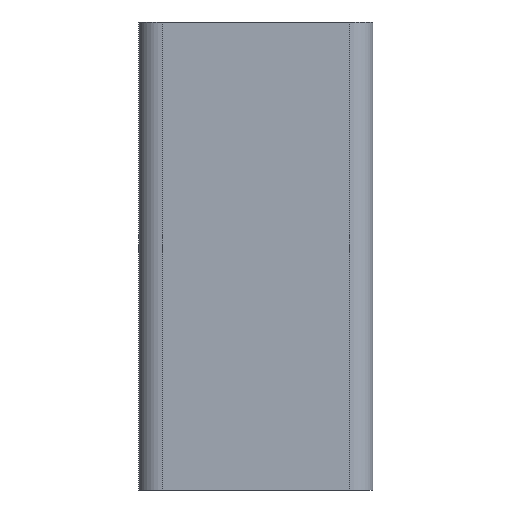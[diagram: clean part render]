
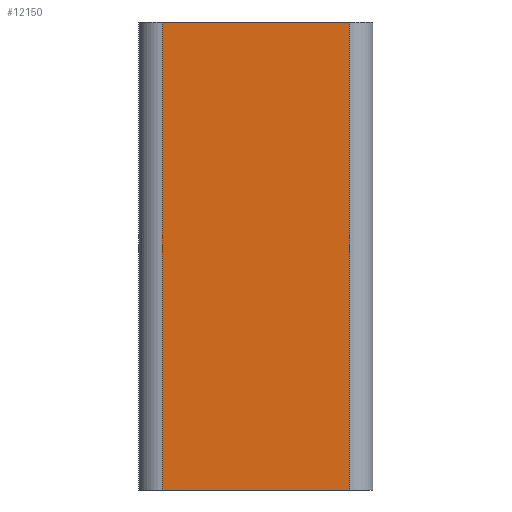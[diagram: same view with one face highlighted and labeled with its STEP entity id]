
A CAD part, front view. The second image highlights one B-rep face of the part: STEP entity #12150.
In plain terms, the highlighted planar face has unit normal (0, -1, 0).
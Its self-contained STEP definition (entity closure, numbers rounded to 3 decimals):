
#44 = PLANE('',#45);
#45 = AXIS2_PLACEMENT_3D('',#46,#47,#48);
#46 = CARTESIAN_POINT('',(167.854,71.559,0.));
#47 = DIRECTION('',(0.,0.,1.));
#48 = DIRECTION('',(1.,0.,-0.));
#100 = PLANE('',#101);
#101 = AXIS2_PLACEMENT_3D('',#102,#103,#104);
#102 = CARTESIAN_POINT('',(167.854,71.559,-60.));
#103 = DIRECTION('',(0.,0.,1.));
#104 = DIRECTION('',(1.,0.,-0.));
#9480 = CYLINDRICAL_SURFACE('',#9481,3.);
#9481 = AXIS2_PLACEMENT_3D('',#9482,#9483,#9484);
#9482 = CARTESIAN_POINT('',(181.902,59.559,0.));
#9483 = DIRECTION('',(0.,0.,-1.));
#9484 = DIRECTION('',(0.,-1.,0.));
#12057 = CYLINDRICAL_SURFACE('',#12058,3.);
#12058 = AXIS2_PLACEMENT_3D('',#12059,#12060,#12061);
#12059 = CARTESIAN_POINT('',(157.902,59.559,0.));
#12060 = DIRECTION('',(0.,0.,-1.));
#12061 = DIRECTION('',(-1.,0.,0.));
#12073 = VERTEX_POINT('',#12074);
#12074 = CARTESIAN_POINT('',(157.902,56.559,0.));
#12098 = VERTEX_POINT('',#12099);
#12099 = CARTESIAN_POINT('',(157.902,56.559,-60.));
#12125 = EDGE_CURVE('',#12073,#12098,#12126,.T.);
#12126 = SURFACE_CURVE('',#12127,(#12131,#12138),.PCURVE_S1.);
#12127 = LINE('',#12128,#12129);
#12128 = CARTESIAN_POINT('',(157.902,56.559,0.));
#12129 = VECTOR('',#12130,1.);
#12130 = DIRECTION('',(0.,0.,-1.));
#12131 = PCURVE('',#12057,#12132);
#12132 = DEFINITIONAL_REPRESENTATION('',(#12133),#12137);
#12133 = LINE('',#12134,#12135);
#12134 = CARTESIAN_POINT('',(4.712,0.));
#12135 = VECTOR('',#12136,1.);
#12136 = DIRECTION('',(0.,1.));
#12137 = ( GEOMETRIC_REPRESENTATION_CONTEXT(2) 
PARAMETRIC_REPRESENTATION_CONTEXT() REPRESENTATION_CONTEXT('2D SPACE',''
  ) );
#12138 = PCURVE('',#12139,#12144);
#12139 = PLANE('',#12140);
#12140 = AXIS2_PLACEMENT_3D('',#12141,#12142,#12143);
#12141 = CARTESIAN_POINT('',(181.902,56.559,0.));
#12142 = DIRECTION('',(0.,-1.,0.));
#12143 = DIRECTION('',(-1.,0.,0.));
#12144 = DEFINITIONAL_REPRESENTATION('',(#12145),#12149);
#12145 = LINE('',#12146,#12147);
#12146 = CARTESIAN_POINT('',(24.,0.));
#12147 = VECTOR('',#12148,1.);
#12148 = DIRECTION('',(0.,1.));
#12149 = ( GEOMETRIC_REPRESENTATION_CONTEXT(2) 
PARAMETRIC_REPRESENTATION_CONTEXT() REPRESENTATION_CONTEXT('2D SPACE',''
  ) );
#12150 = ADVANCED_FACE('',(#12151),#12139,.T.);
#12151 = FACE_BOUND('',#12152,.T.);
#12152 = EDGE_LOOP('',(#12153,#12176,#12177,#12200));
#12153 = ORIENTED_EDGE('',*,*,#12154,.F.);
#12154 = EDGE_CURVE('',#12073,#12155,#12157,.T.);
#12155 = VERTEX_POINT('',#12156);
#12156 = CARTESIAN_POINT('',(181.902,56.559,0.));
#12157 = SURFACE_CURVE('',#12158,(#12162,#12169),.PCURVE_S1.);
#12158 = LINE('',#12159,#12160);
#12159 = CARTESIAN_POINT('',(157.902,56.559,0.));
#12160 = VECTOR('',#12161,1.);
#12161 = DIRECTION('',(1.,0.,0.));
#12162 = PCURVE('',#12139,#12163);
#12163 = DEFINITIONAL_REPRESENTATION('',(#12164),#12168);
#12164 = LINE('',#12165,#12166);
#12165 = CARTESIAN_POINT('',(24.,0.));
#12166 = VECTOR('',#12167,1.);
#12167 = DIRECTION('',(-1.,-0.));
#12168 = ( GEOMETRIC_REPRESENTATION_CONTEXT(2) 
PARAMETRIC_REPRESENTATION_CONTEXT() REPRESENTATION_CONTEXT('2D SPACE',''
  ) );
#12169 = PCURVE('',#44,#12170);
#12170 = DEFINITIONAL_REPRESENTATION('',(#12171),#12175);
#12171 = LINE('',#12172,#12173);
#12172 = CARTESIAN_POINT('',(-9.952,-15.));
#12173 = VECTOR('',#12174,1.);
#12174 = DIRECTION('',(1.,0.));
#12175 = ( GEOMETRIC_REPRESENTATION_CONTEXT(2) 
PARAMETRIC_REPRESENTATION_CONTEXT() REPRESENTATION_CONTEXT('2D SPACE',''
  ) );
#12176 = ORIENTED_EDGE('',*,*,#12125,.T.);
#12177 = ORIENTED_EDGE('',*,*,#12178,.F.);
#12178 = EDGE_CURVE('',#12179,#12098,#12181,.T.);
#12179 = VERTEX_POINT('',#12180);
#12180 = CARTESIAN_POINT('',(181.902,56.559,-60.));
#12181 = SURFACE_CURVE('',#12182,(#12186,#12193),.PCURVE_S1.);
#12182 = LINE('',#12183,#12184);
#12183 = CARTESIAN_POINT('',(157.902,56.559,-60.));
#12184 = VECTOR('',#12185,1.);
#12185 = DIRECTION('',(-1.,0.,0.));
#12186 = PCURVE('',#12139,#12187);
#12187 = DEFINITIONAL_REPRESENTATION('',(#12188),#12192);
#12188 = LINE('',#12189,#12190);
#12189 = CARTESIAN_POINT('',(24.,60.));
#12190 = VECTOR('',#12191,1.);
#12191 = DIRECTION('',(1.,0.));
#12192 = ( GEOMETRIC_REPRESENTATION_CONTEXT(2) 
PARAMETRIC_REPRESENTATION_CONTEXT() REPRESENTATION_CONTEXT('2D SPACE',''
  ) );
#12193 = PCURVE('',#100,#12194);
#12194 = DEFINITIONAL_REPRESENTATION('',(#12195),#12199);
#12195 = LINE('',#12196,#12197);
#12196 = CARTESIAN_POINT('',(-9.952,-15.));
#12197 = VECTOR('',#12198,1.);
#12198 = DIRECTION('',(-1.,0.));
#12199 = ( GEOMETRIC_REPRESENTATION_CONTEXT(2) 
PARAMETRIC_REPRESENTATION_CONTEXT() REPRESENTATION_CONTEXT('2D SPACE',''
  ) );
#12200 = ORIENTED_EDGE('',*,*,#12201,.F.);
#12201 = EDGE_CURVE('',#12155,#12179,#12202,.T.);
#12202 = SURFACE_CURVE('',#12203,(#12207,#12214),.PCURVE_S1.);
#12203 = LINE('',#12204,#12205);
#12204 = CARTESIAN_POINT('',(181.902,56.559,0.));
#12205 = VECTOR('',#12206,1.);
#12206 = DIRECTION('',(0.,0.,-1.));
#12207 = PCURVE('',#12139,#12208);
#12208 = DEFINITIONAL_REPRESENTATION('',(#12209),#12213);
#12209 = LINE('',#12210,#12211);
#12210 = CARTESIAN_POINT('',(0.,-0.));
#12211 = VECTOR('',#12212,1.);
#12212 = DIRECTION('',(0.,1.));
#12213 = ( GEOMETRIC_REPRESENTATION_CONTEXT(2) 
PARAMETRIC_REPRESENTATION_CONTEXT() REPRESENTATION_CONTEXT('2D SPACE',''
  ) );
#12214 = PCURVE('',#9480,#12215);
#12215 = DEFINITIONAL_REPRESENTATION('',(#12216),#12220);
#12216 = LINE('',#12217,#12218);
#12217 = CARTESIAN_POINT('',(6.283,0.));
#12218 = VECTOR('',#12219,1.);
#12219 = DIRECTION('',(0.,1.));
#12220 = ( GEOMETRIC_REPRESENTATION_CONTEXT(2) 
PARAMETRIC_REPRESENTATION_CONTEXT() REPRESENTATION_CONTEXT('2D SPACE',''
  ) );
